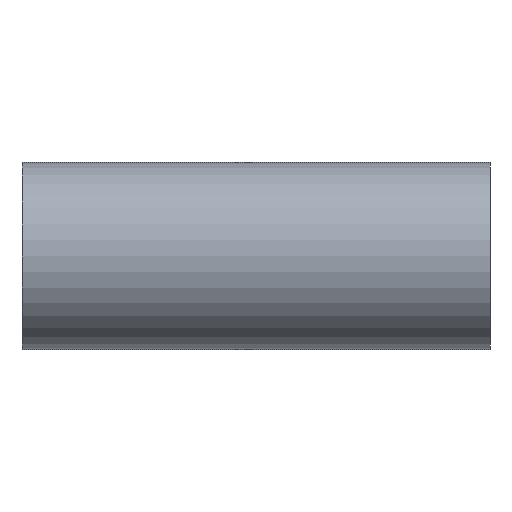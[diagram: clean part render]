
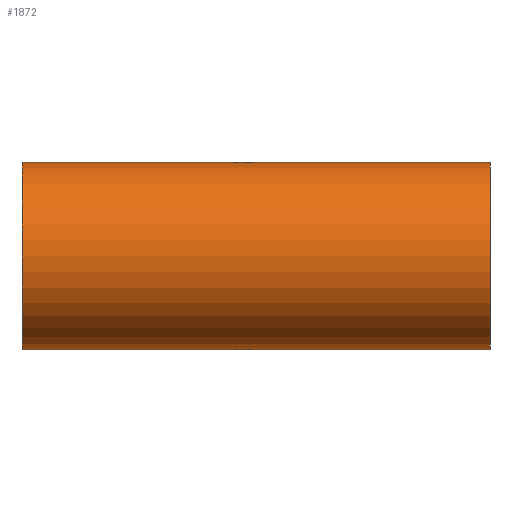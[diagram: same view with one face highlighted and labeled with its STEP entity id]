
A CAD part, front view. The second image highlights one B-rep face of the part: STEP entity #1872.
In plain terms, the highlighted cylindrical face has radius 31.75 mm (diameter 63.5 mm), a partial arc.
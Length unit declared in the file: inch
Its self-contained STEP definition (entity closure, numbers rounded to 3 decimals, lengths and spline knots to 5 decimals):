
#20 = VERTEX_POINT ( 'NONE', #1513 ) ;
#156 = EDGE_CURVE ( 'NONE', #2377, #20, #698, .T. ) ;
#173 = ORIENTED_EDGE ( 'NONE', *, *, #1085, .T. ) ;
#217 = EDGE_LOOP ( 'NONE', ( #1781, #891, #1806, #173 ) ) ;
#241 = VECTOR ( 'NONE', #636, 39.37008 ) ;
#386 = EDGE_CURVE ( 'NONE', #20, #1209, #2006, .T. ) ;
#426 = CYLINDRICAL_SURFACE ( 'NONE', #942, 1.25 ) ;
#447 = CIRCLE ( 'NONE', #1494, 1.25 ) ;
#473 = DIRECTION ( 'NONE',  ( -1., 0., 0. ) ) ;
#634 = CARTESIAN_POINT ( 'NONE',  ( 3.12598, 0., 0. ) ) ;
#636 = DIRECTION ( 'NONE',  ( -1., 0., 0. ) ) ;
#698 = CIRCLE ( 'NONE', #1235, 1.25 ) ;
#735 = CARTESIAN_POINT ( 'NONE',  ( -3.12598, 0., -1.25 ) ) ;
#753 = CARTESIAN_POINT ( 'NONE',  ( 3.12598, 0., 1.25 ) ) ;
#788 = DIRECTION ( 'NONE',  ( -1., 0., 0. ) ) ;
#829 = EDGE_CURVE ( 'NONE', #2377, #968, #1098, .T. ) ;
#891 = ORIENTED_EDGE ( 'NONE', *, *, #156, .F. ) ;
#942 = AXIS2_PLACEMENT_3D ( 'NONE', #634, #788, #1718 ) ;
#959 = FACE_OUTER_BOUND ( 'NONE', #217, .T. ) ;
#968 = VERTEX_POINT ( 'NONE', #2327 ) ;
#971 = DIRECTION ( 'NONE',  ( 0., 0., -1. ) ) ;
#1025 = DIRECTION ( 'NONE',  ( 0., 0., -1. ) ) ;
#1085 = EDGE_CURVE ( 'NONE', #968, #1209, #447, .T. ) ;
#1098 = LINE ( 'NONE', #753, #241 ) ;
#1194 = CARTESIAN_POINT ( 'NONE',  ( 3.12598, 0., -1.25 ) ) ;
#1209 = VERTEX_POINT ( 'NONE', #735 ) ;
#1235 = AXIS2_PLACEMENT_3D ( 'NONE', #1909, #2094, #971 ) ;
#1439 = VECTOR ( 'NONE', #473, 39.37008 ) ;
#1494 = AXIS2_PLACEMENT_3D ( 'NONE', #1995, #1974, #1025 ) ;
#1513 = CARTESIAN_POINT ( 'NONE',  ( 3.12598, 0., -1.25 ) ) ;
#1718 = DIRECTION ( 'NONE',  ( 0., 0., 1. ) ) ;
#1781 = ORIENTED_EDGE ( 'NONE', *, *, #386, .F. ) ;
#1806 = ORIENTED_EDGE ( 'NONE', *, *, #829, .T. ) ;
#1872 = ADVANCED_FACE ( 'NONE', ( #959 ), #426, .T. ) ;
#1909 = CARTESIAN_POINT ( 'NONE',  ( 3.12598, 0., 0. ) ) ;
#1913 = CARTESIAN_POINT ( 'NONE',  ( 3.12598, 0., 1.25 ) ) ;
#1974 = DIRECTION ( 'NONE',  ( 1., 0., 0. ) ) ;
#1995 = CARTESIAN_POINT ( 'NONE',  ( -3.12598, 0., 0. ) ) ;
#2006 = LINE ( 'NONE', #1194, #1439 ) ;
#2094 = DIRECTION ( 'NONE',  ( 1., 0., 0. ) ) ;
#2327 = CARTESIAN_POINT ( 'NONE',  ( -3.12598, 0., 1.25 ) ) ;
#2377 = VERTEX_POINT ( 'NONE', #1913 ) ;
